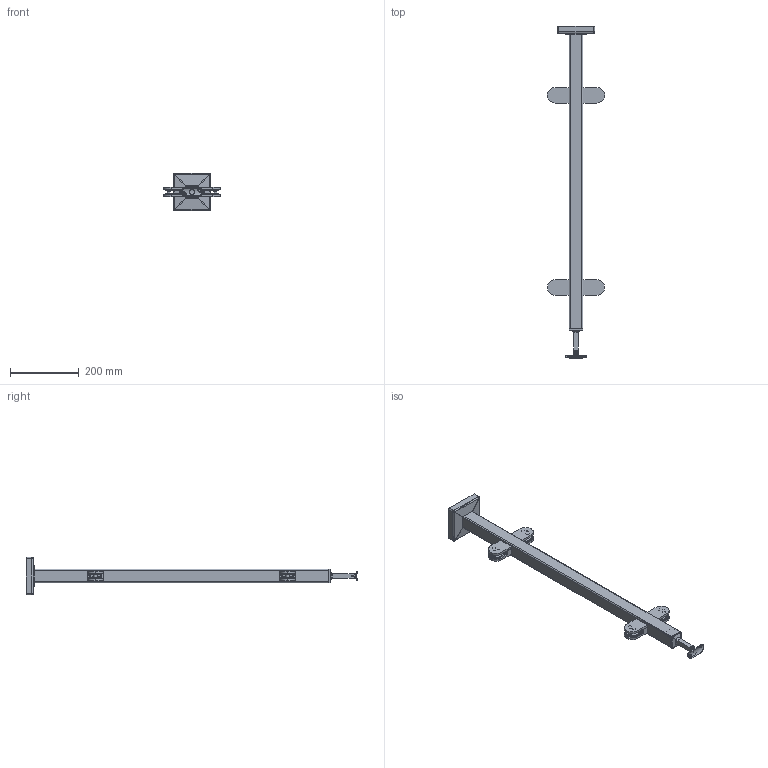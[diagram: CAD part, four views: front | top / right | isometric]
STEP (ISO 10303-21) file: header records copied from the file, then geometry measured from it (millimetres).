
FILE_DESCRIPTION (( 'STEP AP203' ), '1' );
FILE_NAME ('AJP-VR100-4G.STEP', '2021-10-13T11:17:04', ( '' ), ( '' ), 'SwSTEP 2.0', 'SolidWorks 2019', '' );
FILE_SCHEMA (( 'CONFIG_CONTROL_DESIGN' ));
Length unit declared in the file: millimetre
Products named in the file (22): A-1800-242; A-2200-000 P1_0; A-2200-000 P2_0; A-2200-000; A-2200-000 P3_0; A-2200-000-tesnenie; A-4940-040-ECO; A_4718_042_0; A-4511-040; A19-22-008; M6x10_0; AJP-VR100-4G; screw_iso_10642-m6x15-8_8-000_0; A-4718-042; A-2200-000 P4_0; AJP-VR100-4G-TUBE
Assembly tree (47 placements, depth 4):
  AJP-VR100-4G
    A-4718-042
      M6x10_0
      A_4718_042_0
      A-1800-242
    A-2200-000-tesnenie
      A-2200-000
        screw_iso_10642-m6x15-8_8-000_0  x2
        A-2200-000 P4_0
        A-2200-000 P3_0
        A-2200-000 P2_0
        A-2200-000 P1_0
      A19-22-008  x2
    A-2200-000-tesnenie
      A-2200-000
        screw_iso_10642-m6x15-8_8-000_0  x2
        A-2200-000 P4_0
        A-2200-000 P3_0
        A-2200-000 P2_0
        A-2200-000 P1_0
      A19-22-008  x2
    A-2200-000-tesnenie
      A-2200-000
        screw_iso_10642-m6x15-8_8-000_0  x2
        A-2200-000 P4_0
        A-2200-000 P3_0
        A-2200-000 P2_0
        A-2200-000 P1_0
      A19-22-008  x2
    A-2200-000-tesnenie
      A-2200-000
        screw_iso_10642-m6x15-8_8-000_0  x2
        A-2200-000 P4_0
        A-2200-000 P3_0
        A-2200-000 P2_0
        A-2200-000 P1_0
      A19-22-008  x2
    AJP-VR100-4G-TUBE
    A-4940-040-ECO
    A-4511-040
Bounding box: 166 x 963.58 x 108 mm (x, y, z)
Volume: 542003.4 mm3; surface area: 452374.8 mm2
Topology: 38 solids, 38 shells, 2683 faces, 6575 edges, 3988 vertices
Faces by surface type: cylinder 1090, plane 921, torus 328, bspline 166, sphere 92, cone 86
Entity records: 31235 total; most frequent: CARTESIAN_POINT 7473, DIRECTION 4479, ORIENTED_EDGE 4292, EDGE_CURVE 2146, AXIS2_PLACEMENT_3D 1657, VERTEX_POINT 1321, LINE 1165, VECTOR 1165
